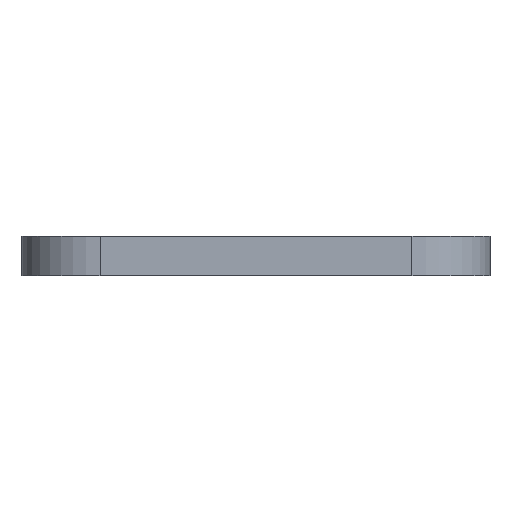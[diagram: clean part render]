
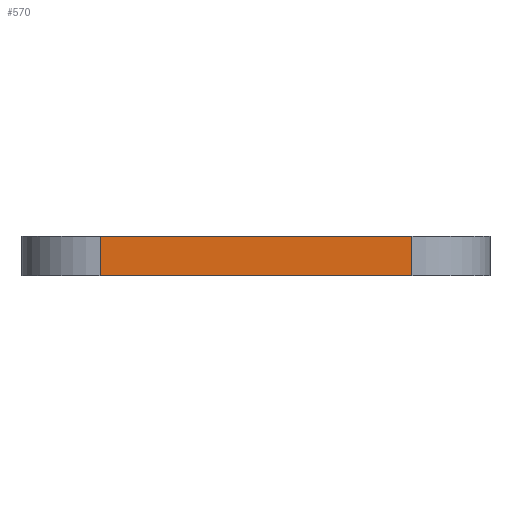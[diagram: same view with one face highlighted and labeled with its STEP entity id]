
A CAD part, left-side view. The second image highlights one B-rep face of the part: STEP entity #570.
In plain terms, the highlighted planar face has unit normal (-1, 0, 0).
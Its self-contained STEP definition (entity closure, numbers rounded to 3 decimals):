
#7 = DIRECTION ( 'NONE',  ( 0., 1., 0. ) ) ;
#13 = DIRECTION ( 'NONE',  ( 1., 0., 0. ) ) ;
#37 = LINE ( 'NONE', #656, #169 ) ;
#47 = CARTESIAN_POINT ( 'NONE',  ( -176.498, 1.965, -12.5 ) ) ;
#50 = ORIENTED_EDGE ( 'NONE', *, *, #272, .F. ) ;
#68 = DIRECTION ( 'NONE',  ( 0., 0., 1. ) ) ;
#70 = LINE ( 'NONE', #548, #88 ) ;
#88 = VECTOR ( 'NONE', #68, 1000. ) ;
#95 = DIRECTION ( 'NONE',  ( 0., 1., 0. ) ) ;
#124 = CARTESIAN_POINT ( 'NONE',  ( -176.498, 1.965, -17.5 ) ) ;
#128 = ORIENTED_EDGE ( 'NONE', *, *, #416, .F. ) ;
#130 = CARTESIAN_POINT ( 'NONE',  ( -176.498, 1.965, -12.5 ) ) ;
#169 = VECTOR ( 'NONE', #368, 1000. ) ;
#189 = AXIS2_PLACEMENT_3D ( 'NONE', #676, #13, #675 ) ;
#205 = EDGE_CURVE ( 'NONE', #355, #451, #536, .T. ) ;
#256 = EDGE_LOOP ( 'NONE', ( #599, #50, #128, #680 ) ) ;
#267 = LINE ( 'NONE', #124, #534 ) ;
#272 = EDGE_CURVE ( 'NONE', #696, #451, #37, .T. ) ;
#300 = CARTESIAN_POINT ( 'NONE',  ( -176.498, 1.965, -17.5 ) ) ;
#342 = EDGE_CURVE ( 'NONE', #375, #355, #70, .T. ) ;
#355 = VERTEX_POINT ( 'NONE', #547 ) ;
#368 = DIRECTION ( 'NONE',  ( 0., 0., 1. ) ) ;
#375 = VERTEX_POINT ( 'NONE', #668 ) ;
#416 = EDGE_CURVE ( 'NONE', #375, #696, #267, .T. ) ;
#451 = VERTEX_POINT ( 'NONE', #130 ) ;
#484 = VECTOR ( 'NONE', #95, 1000. ) ;
#503 = PLANE ( 'NONE',  #189 ) ;
#534 = VECTOR ( 'NONE', #7, 1000. ) ;
#536 = LINE ( 'NONE', #47, #484 ) ;
#547 = CARTESIAN_POINT ( 'NONE',  ( -176.498, -38.035, -12.5 ) ) ;
#548 = CARTESIAN_POINT ( 'NONE',  ( -176.498, -38.035, -17.5 ) ) ;
#570 = ADVANCED_FACE ( 'NONE', ( #614 ), #503, .F. ) ;
#599 = ORIENTED_EDGE ( 'NONE', *, *, #205, .T. ) ;
#614 = FACE_OUTER_BOUND ( 'NONE', #256, .T. ) ;
#656 = CARTESIAN_POINT ( 'NONE',  ( -176.498, 1.965, -17.5 ) ) ;
#668 = CARTESIAN_POINT ( 'NONE',  ( -176.498, -38.035, -17.5 ) ) ;
#675 = DIRECTION ( 'NONE',  ( 0., 0., -1. ) ) ;
#676 = CARTESIAN_POINT ( 'NONE',  ( -176.498, 1.965, -17.5 ) ) ;
#680 = ORIENTED_EDGE ( 'NONE', *, *, #342, .T. ) ;
#696 = VERTEX_POINT ( 'NONE', #300 ) ;
